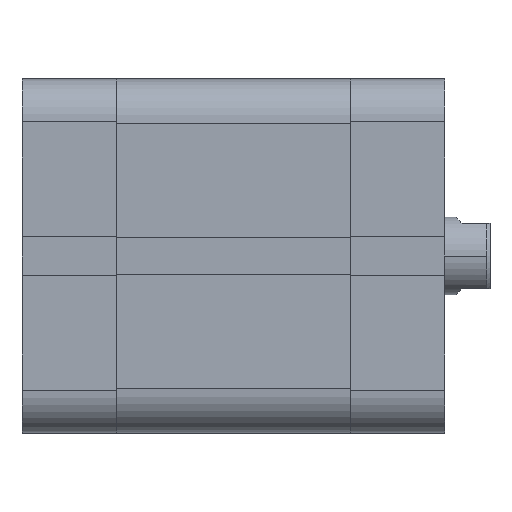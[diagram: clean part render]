
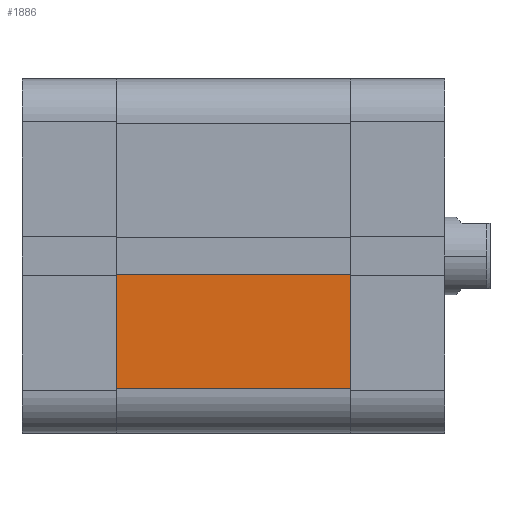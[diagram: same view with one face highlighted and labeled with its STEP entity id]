
A CAD part, front view. The second image highlights one B-rep face of the part: STEP entity #1886.
In plain terms, the highlighted planar face has unit normal (0, -1, 0).
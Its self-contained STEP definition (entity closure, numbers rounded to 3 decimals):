
#366 = CARTESIAN_POINT ( 'NONE',  ( 0., -27.25, -27.25 ) ) ;
#545 = EDGE_CURVE ( 'NONE', #30416, #26632, #27950, .T. ) ;
#814 = CARTESIAN_POINT ( 'NONE',  ( 0., -27.25, -20.45 ) ) ;
#1886 = ADVANCED_FACE ( 'NONE', ( #11419 ), #14491, .F. ) ;
#2145 = CARTESIAN_POINT ( 'NONE',  ( 36.001, -27.25, -2.8 ) ) ;
#4228 = DIRECTION ( 'NONE',  ( -1., 0., 0. ) ) ;
#5790 = LINE ( 'NONE', #29495, #7753 ) ;
#5883 = CARTESIAN_POINT ( 'NONE',  ( 36., -27.25, -20.45 ) ) ;
#6218 = LINE ( 'NONE', #5883, #7330 ) ;
#7330 = VECTOR ( 'NONE', #11182, 1000. ) ;
#7415 = VERTEX_POINT ( 'NONE', #21755 ) ;
#7753 = VECTOR ( 'NONE', #8522, 1000. ) ;
#7900 = LINE ( 'NONE', #366, #29675 ) ;
#8522 = DIRECTION ( 'NONE',  ( 0., 0., -1. ) ) ;
#9218 = VERTEX_POINT ( 'NONE', #814 ) ;
#9264 = EDGE_CURVE ( 'NONE', #30416, #7415, #5790, .T. ) ;
#9863 = VECTOR ( 'NONE', #4228, 1000. ) ;
#10384 = AXIS2_PLACEMENT_3D ( 'NONE', #21832, #24896, #11929 ) ;
#11182 = DIRECTION ( 'NONE',  ( 1., 0., 0. ) ) ;
#11419 = FACE_OUTER_BOUND ( 'NONE', #30020, .T. ) ;
#11929 = DIRECTION ( 'NONE',  ( 0., 0., 1. ) ) ;
#13072 = EDGE_CURVE ( 'NONE', #26632, #9218, #7900, .T. ) ;
#14491 = PLANE ( 'NONE',  #10384 ) ;
#18824 = DIRECTION ( 'NONE',  ( 0., 0., -1. ) ) ;
#21755 = CARTESIAN_POINT ( 'NONE',  ( 36., -27.25, -20.45 ) ) ;
#21832 = CARTESIAN_POINT ( 'NONE',  ( 36., -27.25, -27.25 ) ) ;
#21901 = ORIENTED_EDGE ( 'NONE', *, *, #545, .T. ) ;
#23806 = CARTESIAN_POINT ( 'NONE',  ( 36., -27.25, -2.8 ) ) ;
#24896 = DIRECTION ( 'NONE',  ( 0., 1., 0. ) ) ;
#26223 = ORIENTED_EDGE ( 'NONE', *, *, #9264, .F. ) ;
#26632 = VERTEX_POINT ( 'NONE', #33527 ) ;
#26760 = EDGE_CURVE ( 'NONE', #9218, #7415, #6218, .T. ) ;
#27950 = LINE ( 'NONE', #2145, #9863 ) ;
#28363 = ORIENTED_EDGE ( 'NONE', *, *, #26760, .T. ) ;
#28821 = ORIENTED_EDGE ( 'NONE', *, *, #13072, .T. ) ;
#29495 = CARTESIAN_POINT ( 'NONE',  ( 36., -27.25, -27.25 ) ) ;
#29675 = VECTOR ( 'NONE', #18824, 1000. ) ;
#30020 = EDGE_LOOP ( 'NONE', ( #21901, #28821, #28363, #26223 ) ) ;
#30416 = VERTEX_POINT ( 'NONE', #23806 ) ;
#33527 = CARTESIAN_POINT ( 'NONE',  ( 0., -27.25, -2.8 ) ) ;
